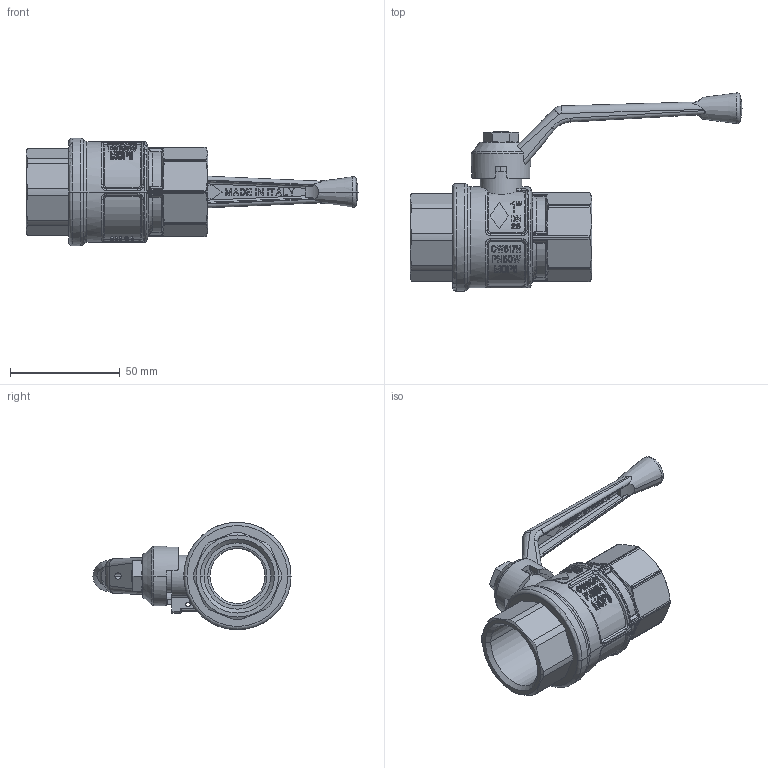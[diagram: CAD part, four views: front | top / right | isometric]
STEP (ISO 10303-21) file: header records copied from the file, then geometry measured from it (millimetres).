
FILE_DESCRIPTION(('Creo Elements/Direct Modeling STEP Export'),'2;1');
FILE_NAME('1700060000-1.stp','2018-04-10T13:54:00',(''),(''),'Creo Elements/Direct Modeling STEP processor for AP214 (Solid Model)','Creo Elements/Direct Modeling 19.0G 27-Nov-2017 (C) Parametric Technology GmbH','');
FILE_SCHEMA(('AUTOMOTIVE_DESIGN { 1 0 10303 214 1 1 1 1 }'));
Products named in the file (2): 1700060000-30-08-2016
Assembly tree (1 placements, depth 2):
  1700060000-30-08-2016
    1700060000-30-08-2016
Bounding box: 151.5 x 90.4 x 49 mm (x, y, z)
Volume: 78282.3 mm3; surface area: 29698.9 mm2
Topology: 1 solids, 1 shells, 1627 faces, 4453 edges, 2890 vertices
Faces by surface type: plane 1179, cylinder 173, bspline 168, cone 72, torus 27, sphere 4, extrusion 4
Entity records: 82836 total; most frequent: CARTESIAN_POINT 40352, ORIENTED_EDGE 8890, DIRECTION 8177, EDGE_CURVE 4445, AXIS2_PLACEMENT_3D 3142, VERTEX_POINT 2890, VECTOR 1893, LINE 1889
